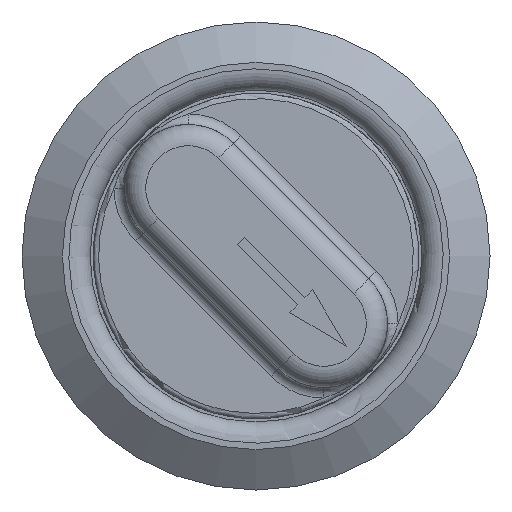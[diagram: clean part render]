
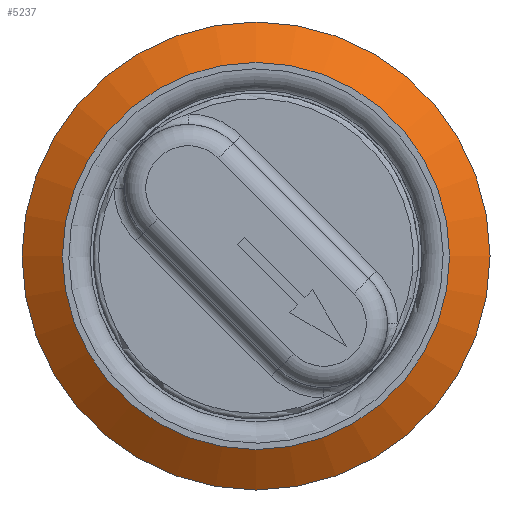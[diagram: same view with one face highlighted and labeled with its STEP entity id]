
A CAD part, left-side view. The second image highlights one B-rep face of the part: STEP entity #5237.
In plain terms, the highlighted conical face has half-angle 55.62 degrees and reference radius 10.05 mm.
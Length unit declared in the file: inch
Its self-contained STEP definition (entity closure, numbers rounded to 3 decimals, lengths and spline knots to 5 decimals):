
#16=CONICAL_SURFACE('',#5595,0.39567,0.971);
#194=CIRCLE('',#5579,0.35827);
#201=CIRCLE('',#5596,0.43307);
#202=CIRCLE('',#5597,0.43307);
#436=FACE_OUTER_BOUND('',#730,.T.);
#730=EDGE_LOOP('',(#3596,#3597,#3598,#3599,#3600));
#1042=LINE('',#7677,#1588);
#1588=VECTOR('',#6156,0.39567);
#2155=VERTEX_POINT('',#7648);
#2161=VERTEX_POINT('',#7676);
#2162=VERTEX_POINT('',#7678);
#2704=EDGE_CURVE('',#2155,#2155,#194,.T.);
#2716=EDGE_CURVE('',#2155,#2161,#1042,.T.);
#2717=EDGE_CURVE('',#2162,#2161,#201,.T.);
#2718=EDGE_CURVE('',#2161,#2162,#202,.T.);
#3596=ORIENTED_EDGE('',*,*,#2704,.F.);
#3597=ORIENTED_EDGE('',*,*,#2716,.T.);
#3598=ORIENTED_EDGE('',*,*,#2717,.F.);
#3599=ORIENTED_EDGE('',*,*,#2718,.F.);
#3600=ORIENTED_EDGE('',*,*,#2716,.F.);
#5237=ADVANCED_FACE('',(#436),#16,.T.);
#5579=AXIS2_PLACEMENT_3D('',#7649,#6117,#6118);
#5595=AXIS2_PLACEMENT_3D('',#7675,#6154,#6155);
#5596=AXIS2_PLACEMENT_3D('',#7679,#6157,#6158);
#5597=AXIS2_PLACEMENT_3D('',#7680,#6159,#6160);
#6117=DIRECTION('center_axis',(-1.,0.,0.));
#6118=DIRECTION('ref_axis',(0.,0.,1.));
#6154=DIRECTION('center_axis',(1.,0.,0.));
#6155=DIRECTION('ref_axis',(0.,0.,1.));
#6156=DIRECTION('',(0.565,0.,-0.825));
#6157=DIRECTION('center_axis',(1.,0.,0.));
#6158=DIRECTION('ref_axis',(0.,-1.,0.));
#6159=DIRECTION('center_axis',(1.,0.,0.));
#6160=DIRECTION('ref_axis',(0.,-1.,0.));
#7648=CARTESIAN_POINT('',(-0.07874,0.,-0.35827));
#7649=CARTESIAN_POINT('Origin',(-0.07874,0.,0.));
#7675=CARTESIAN_POINT('Origin',(-0.05315,0.,0.));
#7676=CARTESIAN_POINT('',(-0.02756,0.,-0.43307));
#7677=CARTESIAN_POINT('',(-0.05315,0.,-0.39567));
#7678=CARTESIAN_POINT('',(-0.02756,0.43307,0.));
#7679=CARTESIAN_POINT('Origin',(-0.02756,0.,0.));
#7680=CARTESIAN_POINT('Origin',(-0.02756,0.,0.));
